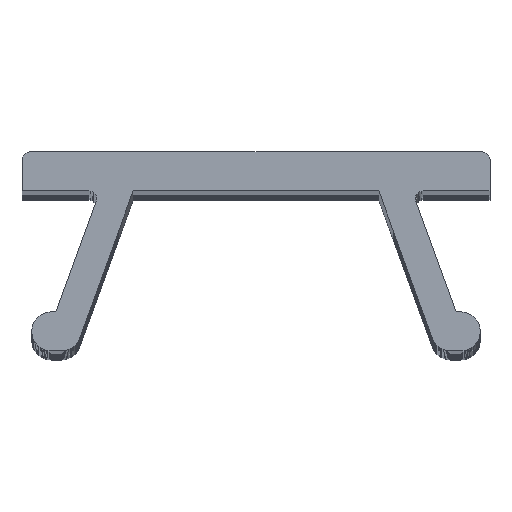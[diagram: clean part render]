
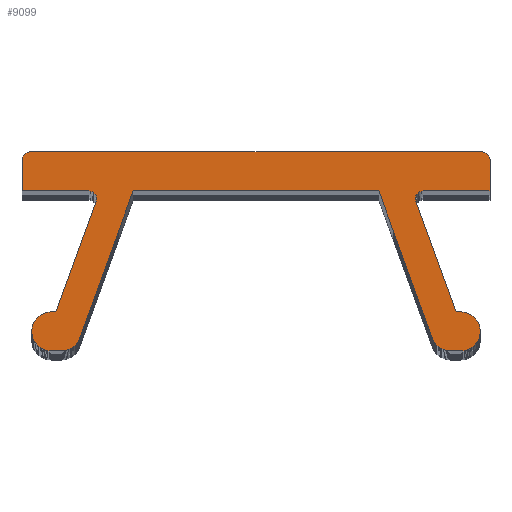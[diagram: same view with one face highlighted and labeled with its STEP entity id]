
A CAD part, top view. The second image highlights one B-rep face of the part: STEP entity #9099.
In plain terms, the highlighted planar face has unit normal (0, 0, 1).
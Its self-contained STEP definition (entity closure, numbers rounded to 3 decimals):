
#3349=CARTESIAN_POINT('',(-4.992,0.5,134.));
#3350=DIRECTION('',(0.,0.,1.));
#3351=DIRECTION('',(0.,-1.,0.));
#3352=AXIS2_PLACEMENT_3D('',#3349,#3350,#3351);
#3354=DIRECTION('',(1.,0.,0.));
#3355=VECTOR('',#3354,0.256);
#3356=CARTESIAN_POINT('',(-5.249,0.,134.));
#3357=LINE('',#3356,#3355);
#3358=CARTESIAN_POINT('',(-5.249,0.5,134.));
#3359=DIRECTION('',(0.,0.,1.));
#3360=DIRECTION('',(0.,1.,0.));
#3361=AXIS2_PLACEMENT_3D('',#3358,#3359,#3360);
#3363=DIRECTION('',(-1.,0.,0.));
#3364=VECTOR('',#3363,0.119);
#3365=CARTESIAN_POINT('',(-5.13,1.,134.));
#3366=LINE('',#3365,#3364);
#3367=DIRECTION('',(-0.342,-0.94,0.));
#3368=VECTOR('',#3367,3.013);
#3369=CARTESIAN_POINT('',(-4.099,3.832,134.));
#3370=LINE('',#3369,#3368);
#3371=CARTESIAN_POINT('',(-4.287,3.9,134.));
#3372=DIRECTION('',(0.,0.,-1.));
#3373=DIRECTION('',(0.,1.,0.));
#3374=AXIS2_PLACEMENT_3D('',#3371,#3372,#3373);
#3376=DIRECTION('',(1.,0.,0.));
#3377=VECTOR('',#3376,1.713);
#3378=CARTESIAN_POINT('',(-6.,4.1,134.));
#3379=LINE('',#3378,#3377);
#3380=DIRECTION('',(0.,-1.,0.));
#3381=VECTOR('',#3380,0.8);
#3382=CARTESIAN_POINT('',(-6.,4.9,134.));
#3383=LINE('',#3382,#3381);
#3384=CARTESIAN_POINT('',(-5.8,4.9,134.));
#3385=DIRECTION('',(0.,0.,1.));
#3386=DIRECTION('',(0.,1.,0.));
#3387=AXIS2_PLACEMENT_3D('',#3384,#3385,#3386);
#3389=DIRECTION('',(-1.,0.,0.));
#3390=VECTOR('',#3389,11.6);
#3391=CARTESIAN_POINT('',(5.8,5.1,134.));
#3392=LINE('',#3391,#3390);
#3393=CARTESIAN_POINT('',(5.8,4.9,134.));
#3394=DIRECTION('',(0.,0.,1.));
#3395=DIRECTION('',(1.,0.,0.));
#3396=AXIS2_PLACEMENT_3D('',#3393,#3394,#3395);
#3398=DIRECTION('',(0.,1.,0.));
#3399=VECTOR('',#3398,0.8);
#3400=CARTESIAN_POINT('',(6.,4.1,134.));
#3401=LINE('',#3400,#3399);
#3402=DIRECTION('',(1.,0.,0.));
#3403=VECTOR('',#3402,1.713);
#3404=CARTESIAN_POINT('',(4.287,4.1,134.));
#3405=LINE('',#3404,#3403);
#3406=CARTESIAN_POINT('',(4.287,3.9,134.));
#3407=DIRECTION('',(0.,0.,-1.));
#3408=DIRECTION('',(-0.94,-0.342,0.));
#3409=AXIS2_PLACEMENT_3D('',#3406,#3407,#3408);
#3411=DIRECTION('',(-0.342,0.94,0.));
#3412=VECTOR('',#3411,3.013);
#3413=CARTESIAN_POINT('',(5.13,1.,134.));
#3414=LINE('',#3413,#3412);
#3415=DIRECTION('',(-1.,0.,0.));
#3416=VECTOR('',#3415,0.119);
#3417=CARTESIAN_POINT('',(5.249,1.,134.));
#3418=LINE('',#3417,#3416);
#3419=CARTESIAN_POINT('',(5.249,0.5,134.));
#3420=DIRECTION('',(0.,0.,1.));
#3421=DIRECTION('',(0.,-1.,0.));
#3422=AXIS2_PLACEMENT_3D('',#3419,#3420,#3421);
#3424=DIRECTION('',(1.,0.,0.));
#3425=VECTOR('',#3424,0.256);
#3426=CARTESIAN_POINT('',(4.992,0.,134.));
#3427=LINE('',#3426,#3425);
#3428=CARTESIAN_POINT('',(4.992,0.5,134.));
#3429=DIRECTION('',(0.,0.,1.));
#3430=DIRECTION('',(-0.94,-0.342,0.));
#3431=AXIS2_PLACEMENT_3D('',#3428,#3429,#3430);
#3433=DIRECTION('',(0.342,-0.94,0.));
#3434=VECTOR('',#3433,4.013);
#3435=CARTESIAN_POINT('',(3.15,4.1,134.));
#3436=LINE('',#3435,#3434);
#3437=DIRECTION('',(1.,0.,0.));
#3438=VECTOR('',#3437,6.3);
#3439=CARTESIAN_POINT('',(-3.15,4.1,134.));
#3440=LINE('',#3439,#3438);
#3441=DIRECTION('',(0.342,0.94,0.));
#3442=VECTOR('',#3441,4.013);
#3443=CARTESIAN_POINT('',(-4.523,0.329,134.));
#3444=LINE('',#3443,#3442);
#4285=CARTESIAN_POINT('',(-4.992,0.,134.));
#4286=CARTESIAN_POINT('',(-4.523,0.329,134.));
#4287=VERTEX_POINT('',#4285);
#4288=VERTEX_POINT('',#4286);
#4289=CARTESIAN_POINT('',(-3.15,4.1,134.));
#4290=VERTEX_POINT('',#4289);
#4291=CARTESIAN_POINT('',(3.15,4.1,134.));
#4292=VERTEX_POINT('',#4291);
#4293=CARTESIAN_POINT('',(4.523,0.329,134.));
#4294=VERTEX_POINT('',#4293);
#4295=CARTESIAN_POINT('',(4.992,0.,134.));
#4296=VERTEX_POINT('',#4295);
#4297=CARTESIAN_POINT('',(5.249,0.,134.));
#4298=VERTEX_POINT('',#4297);
#4299=CARTESIAN_POINT('',(5.249,1.,134.));
#4300=VERTEX_POINT('',#4299);
#4301=CARTESIAN_POINT('',(5.13,1.,134.));
#4302=VERTEX_POINT('',#4301);
#4303=CARTESIAN_POINT('',(4.099,3.832,134.));
#4304=VERTEX_POINT('',#4303);
#4305=CARTESIAN_POINT('',(4.287,4.1,134.));
#4306=VERTEX_POINT('',#4305);
#4307=CARTESIAN_POINT('',(6.,4.1,134.));
#4308=VERTEX_POINT('',#4307);
#4309=CARTESIAN_POINT('',(6.,4.9,134.));
#4310=VERTEX_POINT('',#4309);
#4311=CARTESIAN_POINT('',(5.8,5.1,134.));
#4312=VERTEX_POINT('',#4311);
#4313=CARTESIAN_POINT('',(-5.8,5.1,134.));
#4314=VERTEX_POINT('',#4313);
#4315=CARTESIAN_POINT('',(-6.,4.9,134.));
#4316=VERTEX_POINT('',#4315);
#4317=CARTESIAN_POINT('',(-6.,4.1,134.));
#4318=VERTEX_POINT('',#4317);
#4319=CARTESIAN_POINT('',(-4.287,4.1,134.));
#4320=VERTEX_POINT('',#4319);
#4321=CARTESIAN_POINT('',(-4.099,3.832,134.));
#4322=VERTEX_POINT('',#4321);
#4323=CARTESIAN_POINT('',(-5.13,1.,134.));
#4324=VERTEX_POINT('',#4323);
#4325=CARTESIAN_POINT('',(-5.249,1.,134.));
#4326=VERTEX_POINT('',#4325);
#4327=CARTESIAN_POINT('',(-5.249,0.,134.));
#4328=VERTEX_POINT('',#4327);
#9051=CARTESIAN_POINT('',(0.,0.,134.));
#9052=DIRECTION('',(0.,0.,1.));
#9053=DIRECTION('',(1.,0.,0.));
#9054=AXIS2_PLACEMENT_3D('',#9051,#9052,#9053);
#9055=PLANE('',#9054);
#9057=ORIENTED_EDGE('',*,*,#9056,.F.);
#9059=ORIENTED_EDGE('',*,*,#9058,.F.);
#9061=ORIENTED_EDGE('',*,*,#9060,.F.);
#9063=ORIENTED_EDGE('',*,*,#9062,.F.);
#9065=ORIENTED_EDGE('',*,*,#9064,.F.);
#9067=ORIENTED_EDGE('',*,*,#9066,.F.);
#9069=ORIENTED_EDGE('',*,*,#9068,.F.);
#9071=ORIENTED_EDGE('',*,*,#9070,.F.);
#9073=ORIENTED_EDGE('',*,*,#9072,.F.);
#9075=ORIENTED_EDGE('',*,*,#9074,.F.);
#9077=ORIENTED_EDGE('',*,*,#9076,.F.);
#9079=ORIENTED_EDGE('',*,*,#9078,.F.);
#9081=ORIENTED_EDGE('',*,*,#9080,.F.);
#9083=ORIENTED_EDGE('',*,*,#9082,.F.);
#9085=ORIENTED_EDGE('',*,*,#9084,.F.);
#9087=ORIENTED_EDGE('',*,*,#9086,.F.);
#9089=ORIENTED_EDGE('',*,*,#9088,.F.);
#9091=ORIENTED_EDGE('',*,*,#9090,.F.);
#9092=ORIENTED_EDGE('',*,*,#9044,.F.);
#9093=ORIENTED_EDGE('',*,*,#4977,.F.);
#9095=ORIENTED_EDGE('',*,*,#9094,.F.);
#9096=ORIENTED_EDGE('',*,*,#5324,.F.);
#9097=EDGE_LOOP('',(#9057,#9059,#9061,#9063,#9065,#9067,#9069,#9071,#9073,#9075,
#9077,#9079,#9081,#9083,#9085,#9087,#9089,#9091,#9092,#9093,#9095,#9096));
#9098=FACE_OUTER_BOUND('',#9097,.F.);
#9099=ADVANCED_FACE('',(#9098),#9055,.T.);
#3353=CIRCLE('',#3352,0.5);
#3362=CIRCLE('',#3361,0.5);
#3375=CIRCLE('',#3374,0.2);
#3388=CIRCLE('',#3387,0.2);
#3397=CIRCLE('',#3396,0.2);
#3410=CIRCLE('',#3409,0.2);
#3423=CIRCLE('',#3422,0.5);
#3432=CIRCLE('',#3431,0.5);
#4977=EDGE_CURVE('',#4292,#4294,#3436,.T.);
#5324=EDGE_CURVE('',#4288,#4290,#3444,.T.);
#9044=EDGE_CURVE('',#4294,#4296,#3432,.T.);
#9056=EDGE_CURVE('',#4287,#4288,#3353,.T.);
#9058=EDGE_CURVE('',#4328,#4287,#3357,.T.);
#9060=EDGE_CURVE('',#4326,#4328,#3362,.T.);
#9062=EDGE_CURVE('',#4324,#4326,#3366,.T.);
#9064=EDGE_CURVE('',#4322,#4324,#3370,.T.);
#9066=EDGE_CURVE('',#4320,#4322,#3375,.T.);
#9068=EDGE_CURVE('',#4318,#4320,#3379,.T.);
#9070=EDGE_CURVE('',#4316,#4318,#3383,.T.);
#9072=EDGE_CURVE('',#4314,#4316,#3388,.T.);
#9074=EDGE_CURVE('',#4312,#4314,#3392,.T.);
#9076=EDGE_CURVE('',#4310,#4312,#3397,.T.);
#9078=EDGE_CURVE('',#4308,#4310,#3401,.T.);
#9080=EDGE_CURVE('',#4306,#4308,#3405,.T.);
#9082=EDGE_CURVE('',#4304,#4306,#3410,.T.);
#9084=EDGE_CURVE('',#4302,#4304,#3414,.T.);
#9086=EDGE_CURVE('',#4300,#4302,#3418,.T.);
#9088=EDGE_CURVE('',#4298,#4300,#3423,.T.);
#9090=EDGE_CURVE('',#4296,#4298,#3427,.T.);
#9094=EDGE_CURVE('',#4290,#4292,#3440,.T.);
